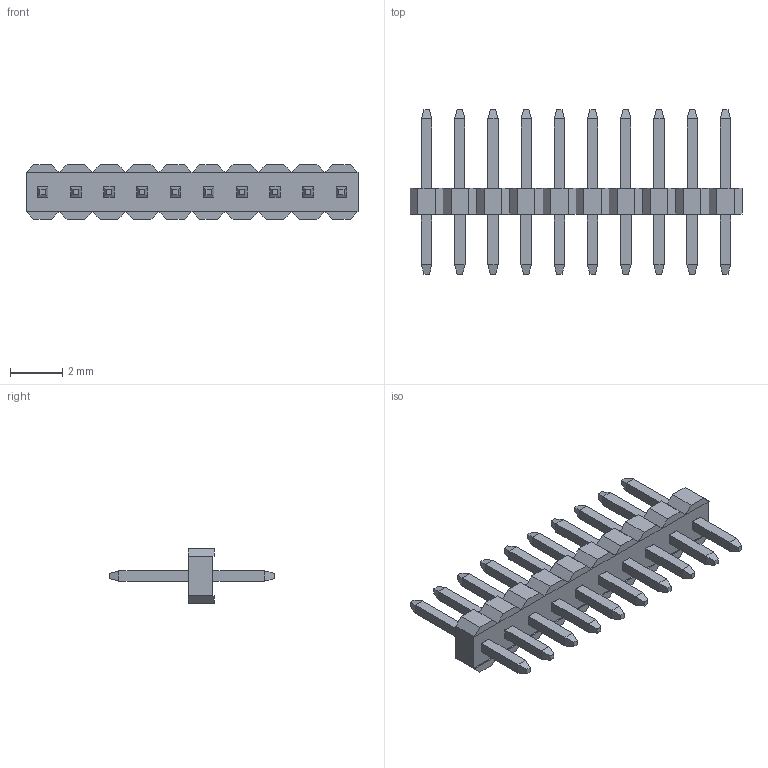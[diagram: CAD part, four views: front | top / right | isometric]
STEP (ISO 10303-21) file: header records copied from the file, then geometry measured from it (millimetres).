
FILE_DESCRIPTION(('STEP AP242'),'1');
FILE_NAME('m50-3531042.stp','2023-12-03T17:31:53',('TraceParts'),('TraceParts S.A.'),'Spatial InterOp 3D',' ',' ');
FILE_SCHEMA(('AP242_MANAGED_MODEL_BASED_3D_ENGINEERING_MIM_LF {1 0 10303 442 1 1 4}'));
Length unit declared in the file: millimetre
Products named in the file (1): M50-3531042_asm.stp|M50-3531042_ASM:1#M50-3531042_ASM|34#M50-35310_MOULD;Solide1
Bounding box: 12.7 x 6.3 x 2.1 mm (x, y, z)
Volume: 31.7 mm3; surface area: 193.8 mm2
Topology: 11 solids, 11 shells, 334 faces, 786 edges, 484 vertices
Faces by surface type: plane 334
Entity records: 10914 total; most frequent: CARTESIAN_POINT 1615, ORIENTED_EDGE 1572, DIRECTION 1476, EDGE_CURVE 786, LINE 786, VECTOR 786, VERTEX_POINT 484, EDGE_LOOP 364
